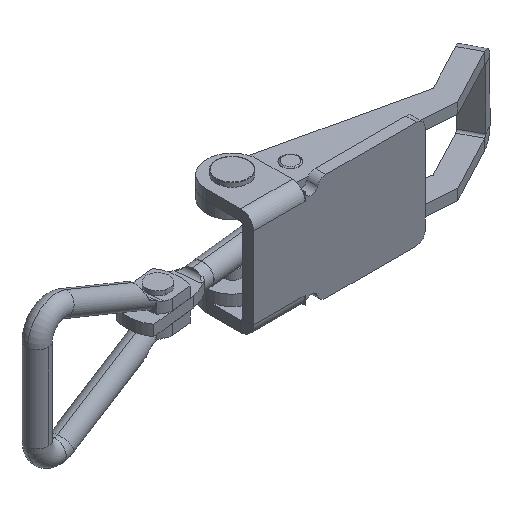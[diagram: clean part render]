
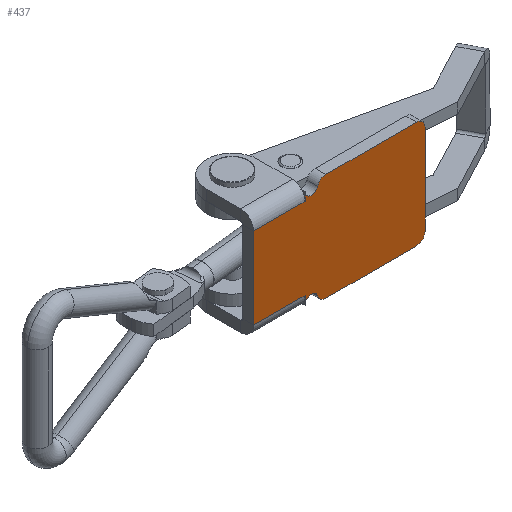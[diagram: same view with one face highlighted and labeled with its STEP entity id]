
A CAD part, isometric view. The second image highlights one B-rep face of the part: STEP entity #437.
In plain terms, the highlighted planar face has unit normal (0, -1, 0).
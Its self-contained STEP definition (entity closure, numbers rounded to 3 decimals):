
#5 = VERTEX_POINT ( 'NONE', #387 ) ;
#11 = EDGE_CURVE ( 'NONE', #2615, #3118, #1120, .T. ) ;
#14 = EDGE_LOOP ( 'NONE', ( #3020, #876, #1838, #3802, #3929, #690, #4385, #1156, #4028, #3132, #4418, #3474, #1403, #2454, #4575 ) ) ;
#76 = CARTESIAN_POINT ( 'NONE',  ( 38., -2.5, 0. ) ) ;
#87 = AXIS2_PLACEMENT_3D ( 'NONE', #1298, #3583, #774 ) ;
#136 = AXIS2_PLACEMENT_3D ( 'NONE', #1590, #4823, #2053 ) ;
#158 = LINE ( 'NONE', #1084, #1265 ) ;
#185 = CARTESIAN_POINT ( 'NONE',  ( 16.854, -2.5, -25. ) ) ;
#193 = CIRCLE ( 'NONE', #2264, 2. ) ;
#217 = VERTEX_POINT ( 'NONE', #627 ) ;
#268 = LINE ( 'NONE', #5196, #1376 ) ;
#310 = DIRECTION ( 'NONE',  ( 0., 0., 1. ) ) ;
#387 = CARTESIAN_POINT ( 'NONE',  ( 14.937, -2.5, -23.571 ) ) ;
#434 = EDGE_CURVE ( 'NONE', #1018, #1703, #1116, .T. ) ;
#437 = ADVANCED_FACE ( 'NONE', ( #2213 ), #4942, .F. ) ;
#472 = VERTEX_POINT ( 'NONE', #5431 ) ;
#482 = CIRCLE ( 'NONE', #2761, 1.5 ) ;
#497 = AXIS2_PLACEMENT_3D ( 'NONE', #5489, #2710, #5971 ) ;
#533 = LINE ( 'NONE', #2169, #5334 ) ;
#627 = CARTESIAN_POINT ( 'NONE',  ( 40., -2.5, -2. ) ) ;
#690 = ORIENTED_EDGE ( 'NONE', *, *, #5867, .F. ) ;
#774 = DIRECTION ( 'NONE',  ( 0., 0., 1. ) ) ;
#851 = CARTESIAN_POINT ( 'NONE',  ( 13.5, -2.5, -22.5 ) ) ;
#876 = ORIENTED_EDGE ( 'NONE', *, *, #3191, .F. ) ;
#1018 = VERTEX_POINT ( 'NONE', #851 ) ;
#1084 = CARTESIAN_POINT ( 'NONE',  ( 12., -2.5, -3. ) ) ;
#1116 = CIRCLE ( 'NONE', #5191, 1.5 ) ;
#1120 = CIRCLE ( 'NONE', #3894, 2. ) ;
#1156 = ORIENTED_EDGE ( 'NONE', *, *, #1693, .F. ) ;
#1157 = EDGE_CURVE ( 'NONE', #4732, #472, #2828, .T. ) ;
#1250 = CARTESIAN_POINT ( 'NONE',  ( 38., -2.5, -2. ) ) ;
#1265 = VECTOR ( 'NONE', #4343, 1000. ) ;
#1298 = CARTESIAN_POINT ( 'NONE',  ( 16.854, -2.5, -23. ) ) ;
#1376 = VECTOR ( 'NONE', #3370, 1000. ) ;
#1403 = ORIENTED_EDGE ( 'NONE', *, *, #3296, .F. ) ;
#1448 = VECTOR ( 'NONE', #3506, 1000. ) ;
#1463 = CARTESIAN_POINT ( 'NONE',  ( 14.937, -2.5, -1.429 ) ) ;
#1500 = LINE ( 'NONE', #185, #1646 ) ;
#1590 = CARTESIAN_POINT ( 'NONE',  ( 13.5, -2.5, -24. ) ) ;
#1646 = VECTOR ( 'NONE', #2985, 1000. ) ;
#1650 = CIRCLE ( 'NONE', #3549, 2. ) ;
#1693 = EDGE_CURVE ( 'NONE', #2347, #3809, #482, .T. ) ;
#1703 = VERTEX_POINT ( 'NONE', #2968 ) ;
#1726 = DIRECTION ( 'NONE',  ( 0., 0., 1. ) ) ;
#1764 = DIRECTION ( 'NONE',  ( 0., 0., -1. ) ) ;
#1838 = ORIENTED_EDGE ( 'NONE', *, *, #11, .F. ) ;
#1996 = VECTOR ( 'NONE', #3145, 1000. ) ;
#2053 = DIRECTION ( 'NONE',  ( 0., 0., 1. ) ) ;
#2116 = DIRECTION ( 'NONE',  ( 0., 1., 0. ) ) ;
#2169 = CARTESIAN_POINT ( 'NONE',  ( 0., -2.5, -3. ) ) ;
#2213 = FACE_OUTER_BOUND ( 'NONE', #14, .T. ) ;
#2225 = DIRECTION ( 'NONE',  ( 0., 1., 0. ) ) ;
#2246 = CARTESIAN_POINT ( 'NONE',  ( 38., -2.5, -23. ) ) ;
#2264 = AXIS2_PLACEMENT_3D ( 'NONE', #1250, #4501, #1726 ) ;
#2328 = VERTEX_POINT ( 'NONE', #4083 ) ;
#2347 = VERTEX_POINT ( 'NONE', #4142 ) ;
#2454 = ORIENTED_EDGE ( 'NONE', *, *, #434, .F. ) ;
#2500 = CARTESIAN_POINT ( 'NONE',  ( 16.854, -2.5, 0. ) ) ;
#2523 = LINE ( 'NONE', #2500, #3921 ) ;
#2615 = VERTEX_POINT ( 'NONE', #3502 ) ;
#2631 = EDGE_CURVE ( 'NONE', #5662, #5, #1650, .T. ) ;
#2659 = CARTESIAN_POINT ( 'NONE',  ( 13.5, -2.5, -1. ) ) ;
#2698 = DIRECTION ( 'NONE',  ( 0., -1., 0. ) ) ;
#2710 = DIRECTION ( 'NONE',  ( 0., 1., 0. ) ) ;
#2761 = AXIS2_PLACEMENT_3D ( 'NONE', #2659, #2698, #2932 ) ;
#2828 = LINE ( 'NONE', #4080, #1448 ) ;
#2932 = DIRECTION ( 'NONE',  ( 0., 0., 1. ) ) ;
#2968 = CARTESIAN_POINT ( 'NONE',  ( 12., -2.5, -24. ) ) ;
#2985 = DIRECTION ( 'NONE',  ( -1., 0., 0. ) ) ;
#3020 = ORIENTED_EDGE ( 'NONE', *, *, #2631, .F. ) ;
#3102 = DIRECTION ( 'NONE',  ( 0., -1., 0. ) ) ;
#3118 = VERTEX_POINT ( 'NONE', #5394 ) ;
#3132 = ORIENTED_EDGE ( 'NONE', *, *, #3559, .F. ) ;
#3145 = DIRECTION ( 'NONE',  ( 0., 0., 1. ) ) ;
#3191 = EDGE_CURVE ( 'NONE', #3118, #5662, #1500, .T. ) ;
#3213 = VERTEX_POINT ( 'NONE', #3477 ) ;
#3296 = EDGE_CURVE ( 'NONE', #1703, #3213, #5704, .T. ) ;
#3319 = VERTEX_POINT ( 'NONE', #4094 ) ;
#3323 = CARTESIAN_POINT ( 'NONE',  ( 16.854, -2.5, -25. ) ) ;
#3370 = DIRECTION ( 'NONE',  ( -1., 0., 0. ) ) ;
#3407 = EDGE_CURVE ( 'NONE', #5, #1018, #5407, .T. ) ;
#3474 = ORIENTED_EDGE ( 'NONE', *, *, #4986, .F. ) ;
#3477 = CARTESIAN_POINT ( 'NONE',  ( 12., -2.5, -22. ) ) ;
#3502 = CARTESIAN_POINT ( 'NONE',  ( 40., -2.5, -23. ) ) ;
#3506 = DIRECTION ( 'NONE',  ( 0., 0., 1. ) ) ;
#3549 = AXIS2_PLACEMENT_3D ( 'NONE', #4886, #2116, #5356 ) ;
#3559 = EDGE_CURVE ( 'NONE', #472, #2328, #533, .T. ) ;
#3583 = DIRECTION ( 'NONE',  ( 0., 1., 0. ) ) ;
#3802 = ORIENTED_EDGE ( 'NONE', *, *, #5338, .F. ) ;
#3809 = VERTEX_POINT ( 'NONE', #1463 ) ;
#3894 = AXIS2_PLACEMENT_3D ( 'NONE', #2246, #2225, #1764 ) ;
#3921 = VECTOR ( 'NONE', #5753, 1000. ) ;
#3929 = ORIENTED_EDGE ( 'NONE', *, *, #4719, .F. ) ;
#3960 = EDGE_CURVE ( 'NONE', #2328, #2347, #158, .T. ) ;
#4028 = ORIENTED_EDGE ( 'NONE', *, *, #3960, .F. ) ;
#4080 = CARTESIAN_POINT ( 'NONE',  ( 0., -2.5, -3. ) ) ;
#4083 = CARTESIAN_POINT ( 'NONE',  ( 12., -2.5, -3. ) ) ;
#4094 = CARTESIAN_POINT ( 'NONE',  ( 16.854, -2.5, 0. ) ) ;
#4142 = CARTESIAN_POINT ( 'NONE',  ( 12., -2.5, -1. ) ) ;
#4343 = DIRECTION ( 'NONE',  ( 0., 0., 1. ) ) ;
#4385 = ORIENTED_EDGE ( 'NONE', *, *, #4485, .F. ) ;
#4418 = ORIENTED_EDGE ( 'NONE', *, *, #1157, .F. ) ;
#4444 = CARTESIAN_POINT ( 'NONE',  ( 40., -2.5, -2. ) ) ;
#4485 = EDGE_CURVE ( 'NONE', #3809, #3319, #5659, .T. ) ;
#4501 = DIRECTION ( 'NONE',  ( 0., 1., 0. ) ) ;
#4575 = ORIENTED_EDGE ( 'NONE', *, *, #3407, .F. ) ;
#4701 = LINE ( 'NONE', #4444, #5950 ) ;
#4719 = EDGE_CURVE ( 'NONE', #4968, #217, #193, .T. ) ;
#4732 = VERTEX_POINT ( 'NONE', #5425 ) ;
#4823 = DIRECTION ( 'NONE',  ( 0., -1., 0. ) ) ;
#4886 = CARTESIAN_POINT ( 'NONE',  ( 16.854, -2.5, -23. ) ) ;
#4941 = DIRECTION ( 'NONE',  ( 1., 0., 0. ) ) ;
#4942 = PLANE ( 'NONE',  #87 ) ;
#4968 = VERTEX_POINT ( 'NONE', #76 ) ;
#4986 = EDGE_CURVE ( 'NONE', #3213, #4732, #268, .T. ) ;
#5191 = AXIS2_PLACEMENT_3D ( 'NONE', #5897, #3102, #310 ) ;
#5196 = CARTESIAN_POINT ( 'NONE',  ( 0., -2.5, -22. ) ) ;
#5334 = VECTOR ( 'NONE', #4941, 1000. ) ;
#5338 = EDGE_CURVE ( 'NONE', #217, #2615, #4701, .T. ) ;
#5348 = DIRECTION ( 'NONE',  ( 0., 0., -1. ) ) ;
#5356 = DIRECTION ( 'NONE',  ( 0., 0., 1. ) ) ;
#5394 = CARTESIAN_POINT ( 'NONE',  ( 38., -2.5, -25. ) ) ;
#5407 = CIRCLE ( 'NONE', #136, 1.5 ) ;
#5425 = CARTESIAN_POINT ( 'NONE',  ( 0., -2.5, -22. ) ) ;
#5431 = CARTESIAN_POINT ( 'NONE',  ( 0., -2.5, -3. ) ) ;
#5452 = CARTESIAN_POINT ( 'NONE',  ( 12., -2.5, -22. ) ) ;
#5489 = CARTESIAN_POINT ( 'NONE',  ( 16.854, -2.5, -2. ) ) ;
#5659 = CIRCLE ( 'NONE', #497, 2. ) ;
#5662 = VERTEX_POINT ( 'NONE', #3323 ) ;
#5704 = LINE ( 'NONE', #5452, #1996 ) ;
#5753 = DIRECTION ( 'NONE',  ( 1., 0., 0. ) ) ;
#5867 = EDGE_CURVE ( 'NONE', #3319, #4968, #2523, .T. ) ;
#5897 = CARTESIAN_POINT ( 'NONE',  ( 13.5, -2.5, -24. ) ) ;
#5950 = VECTOR ( 'NONE', #5348, 1000. ) ;
#5971 = DIRECTION ( 'NONE',  ( 0., 0., 1. ) ) ;
